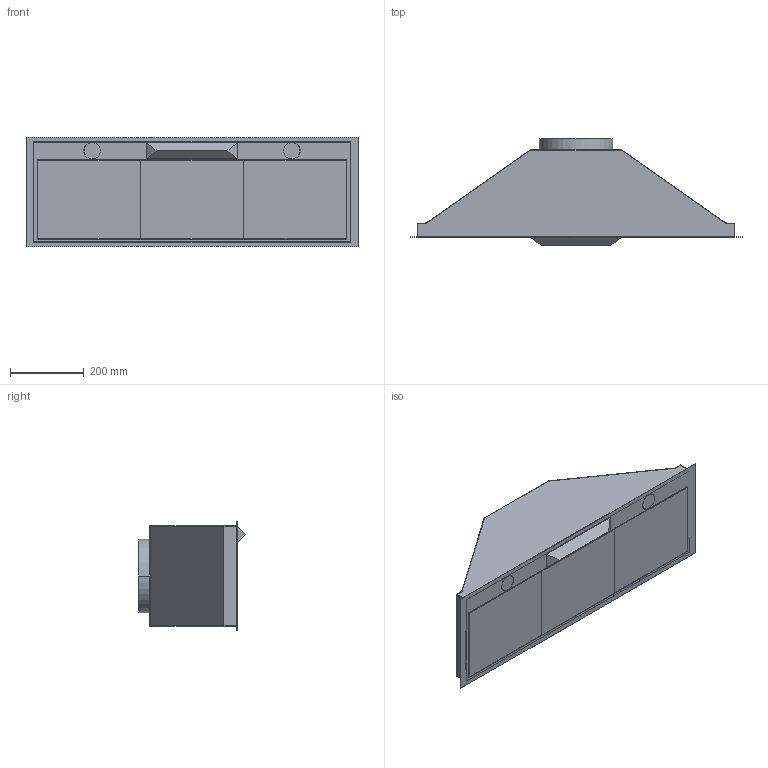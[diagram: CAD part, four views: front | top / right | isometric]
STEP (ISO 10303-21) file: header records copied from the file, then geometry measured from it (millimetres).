
FILE_DESCRIPTION((''),'2;1');
FILE_NAME('UM1170-9S','2021-02-12T',('seona'),(''),'CREO PARAMETRIC BY PTC INC, 2016260','CREO PARAMETRIC BY PTC INC, 2016260','');
FILE_SCHEMA(('CONFIG_CONTROL_DESIGN'));
Length unit declared in the file: millimetre
Products named in the file (1): UM1170-9S
Bounding box: 898 x 289 x 295 mm (x, y, z)
Volume: 6005531.5 mm3; surface area: 1706704.6 mm2
Topology: 6 solids, 6 shells, 68 faces, 153 edges, 102 vertices
Faces by surface type: plane 56, cylinder 12
Entity records: 1921 total; most frequent: CARTESIAN_POINT 323, DIRECTION 313, ORIENTED_EDGE 306, EDGE_CURVE 153, VECTOR 129, LINE 129, VERTEX_POINT 102, AXIS2_PLACEMENT_3D 92
